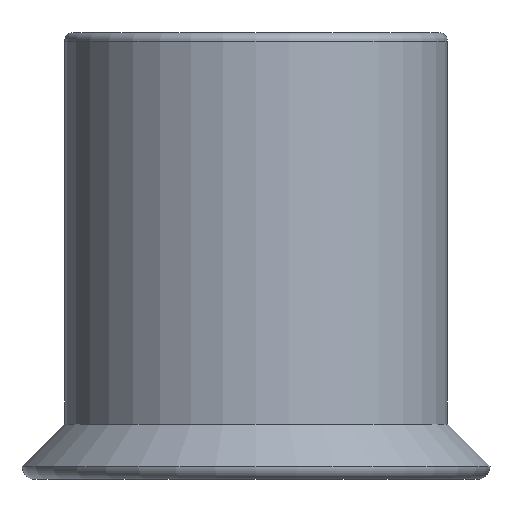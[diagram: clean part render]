
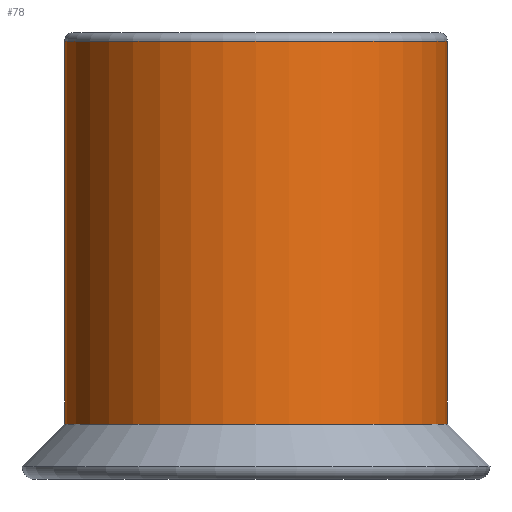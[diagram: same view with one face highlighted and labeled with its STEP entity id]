
A CAD part, front view. The second image highlights one B-rep face of the part: STEP entity #78.
In plain terms, the highlighted cylindrical face has radius 4.5 mm (diameter 9 mm), a full revolution.
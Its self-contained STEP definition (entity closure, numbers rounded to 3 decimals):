
#78 = ADVANCED_FACE( '', ( #92, #93 ), #94, .T. );
#92 = FACE_OUTER_BOUND( '', #122, .T. );
#93 = FACE_OUTER_BOUND( '', #123, .T. );
#94 = CYLINDRICAL_SURFACE( '', #124, 4.5 );
#122 = EDGE_LOOP( '', ( #154 ) );
#123 = EDGE_LOOP( '', ( #155 ) );
#124 = AXIS2_PLACEMENT_3D( '', #156, #157, #158 );
#154 = ORIENTED_EDGE( '', *, *, #200, .T. );
#155 = ORIENTED_EDGE( '', *, *, #201, .F. );
#156 = CARTESIAN_POINT( '', ( 0., 0., 12.36 ) );
#157 = DIRECTION( '', ( 0., 0., 1. ) );
#158 = DIRECTION( '', ( -1., 0., 0. ) );
#200 = EDGE_CURVE( '', #211, #211, #212, .T. );
#201 = EDGE_CURVE( '', #213, #213, #214, .T. );
#211 = VERTEX_POINT( '', #231 );
#212 = CIRCLE( '', #232, 4.5 );
#213 = VERTEX_POINT( '', #233 );
#214 = CIRCLE( '', #234, 4.5 );
#231 = CARTESIAN_POINT( '', ( -4.5, 0., 10.3 ) );
#232 = AXIS2_PLACEMENT_3D( '', #252, #253, #254 );
#233 = CARTESIAN_POINT( '', ( -4.5, 0., 1.3 ) );
#234 = AXIS2_PLACEMENT_3D( '', #255, #256, #257 );
#252 = CARTESIAN_POINT( '', ( 0., 0., 10.3 ) );
#253 = DIRECTION( '', ( 0., 0., -1. ) );
#254 = DIRECTION( '', ( -1., 0., 0. ) );
#255 = CARTESIAN_POINT( '', ( 0., 0., 1.3 ) );
#256 = DIRECTION( '', ( 0., 0., -1. ) );
#257 = DIRECTION( '', ( -1., 0., 0. ) );
